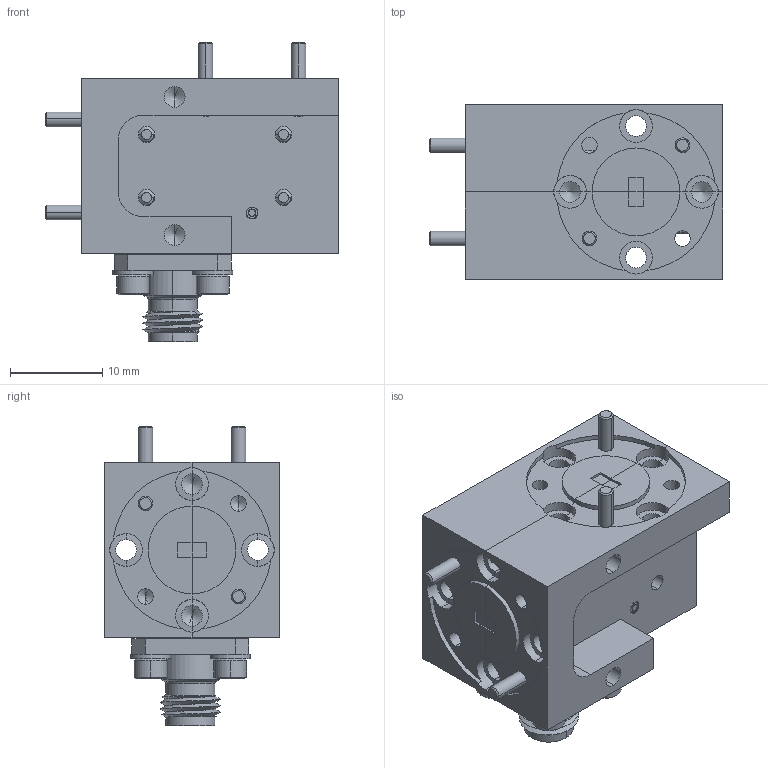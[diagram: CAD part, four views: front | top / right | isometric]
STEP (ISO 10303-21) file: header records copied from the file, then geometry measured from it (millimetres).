
FILE_DESCRIPTION (( 'STEP AP203' ), '1' );
FILE_NAME ('FB-NE-3-A.STEP', '2022-11-07T19:18:35', ( '' ), ( '' ), 'SwSTEP 2.0', 'SolidWorks 2021', '' );
FILE_SCHEMA (( 'CONFIG_CONTROL_DESIGN' ));
Length unit declared in the file: inch
Products named in the file (1): FB-NE-3-A
Bounding box: 31.81 x 19.05 x 32.45 mm (x, y, z)
Volume: 7014.3 mm3; surface area: 6636.7 mm2
Topology: 20 solids, 20 shells, 942 faces, 2426 edges, 1520 vertices
Faces by surface type: cylinder 522, cone 209, plane 191, bspline 18, torus 2
Entity records: 37910 total; most frequent: CARTESIAN_POINT 17080, ORIENTED_EDGE 4780, DIRECTION 3944, EDGE_CURVE 2390, VERTEX_POINT 1520, AXIS2_PLACEMENT_3D 1478, EDGE_LOOP 1014, LINE 988
